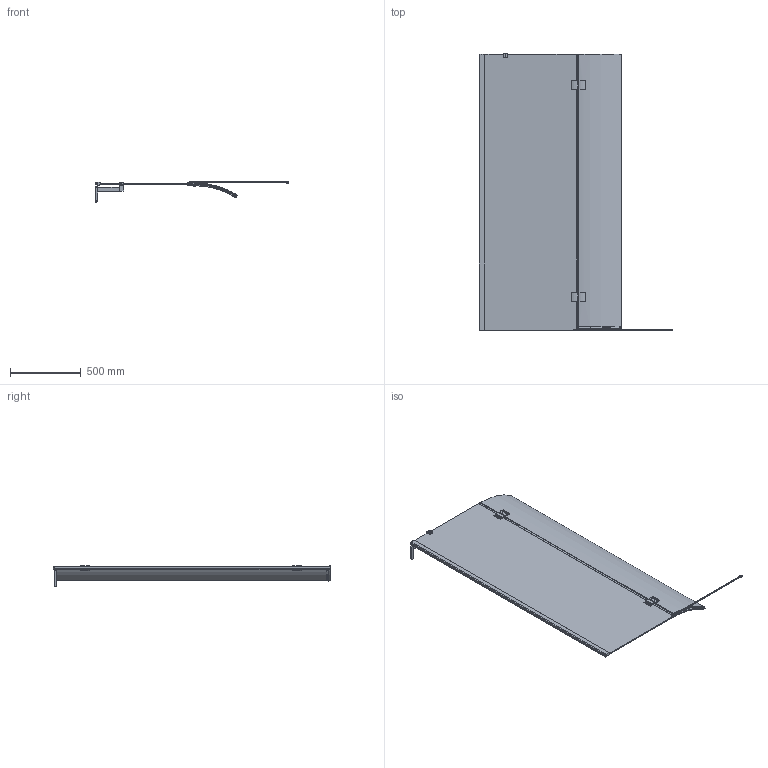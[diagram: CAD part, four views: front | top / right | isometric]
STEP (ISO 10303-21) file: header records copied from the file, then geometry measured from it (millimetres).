
FILE_DESCRIPTION (( 'STEP AP214' ), '1' );
FILE_NAME ('aqf94X-900x1400x1950.STEP', '2020-04-22T01:03:11', ( '' ), ( '' ), 'SwSTEP 2.0', 'SolidWorks 2016', '' );
FILE_SCHEMA (( 'AUTOMOTIVE_DESIGN' ));
Length unit declared in the file: millimetre
Products named in the file (1): aqf94X-900x1400x1950
Bounding box: 1367.5 x 1958.3 x 150.73 mm (x, y, z)
Volume: 16723377.2 mm3; surface area: 4408982.4 mm2
Topology: 1 solids, 73 shells, 5425 faces, 14084 edges, 8769 vertices
Faces by surface type: plane 2430, bspline 1430, cylinder 1406, cone 159
Entity records: 770236 total; most frequent: CARTESIAN_POINT 594212, ORIENTED_EDGE 28116, DIRECTION 20207, EDGE_CURVE 14058, VERTEX_POINT 8769, AXIS2_PLACEMENT_3D 7092, LINE 6023, VECTOR 6023
